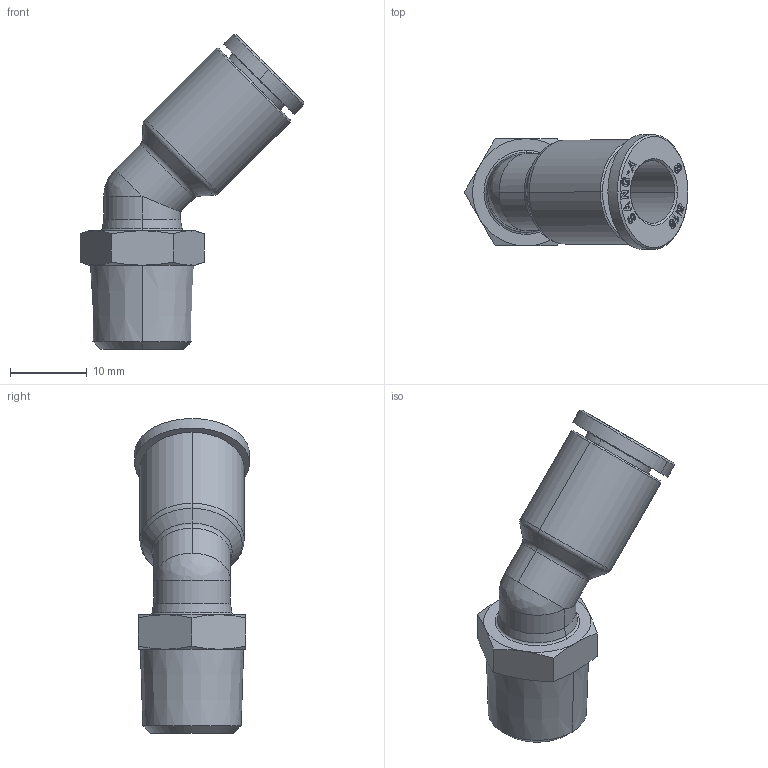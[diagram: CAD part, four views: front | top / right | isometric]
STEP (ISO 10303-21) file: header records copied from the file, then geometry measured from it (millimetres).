
FILE_DESCRIPTION (( 'STEP AP214' ), '1' );
FILE_NAME ('PL08-02 45.stp', '2015-09-08T06:47:54', ( '' ), ( '' ), 'SwSTEP 2.0', 'SolidWorks 2015', '' );
FILE_SCHEMA (( 'AUTOMOTIVE_DESIGN' ));
Length unit declared in the file: millimetre
Products named in the file (2): PL08-02 45; ｦ+ﾃｦ1
Assembly tree (1 placements, depth 2):
  PL08-02 45
    ｦ+ﾃｦ1
Bounding box: 29.19 x 15 x 41.11 mm (x, y, z)
Volume: 4109.8 mm3; surface area: 2962.2 mm2
Topology: 1 solids, 1 shells, 433 faces, 1194 edges, 782 vertices
Faces by surface type: plane 346, bspline 33, cone 30, cylinder 20, torus 4
Entity records: 15028 total; most frequent: CARTESIAN_POINT 3691, ORIENTED_EDGE 2382, DIRECTION 1977, EDGE_CURVE 1191, LINE 1009, VECTOR 1009, VERTEX_POINT 782, AXIS2_PLACEMENT_3D 484
